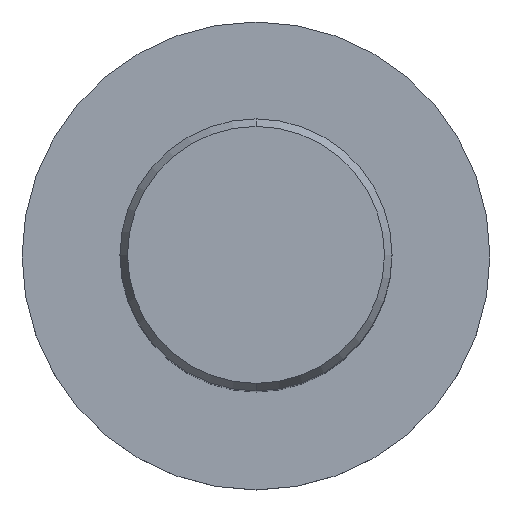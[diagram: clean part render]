
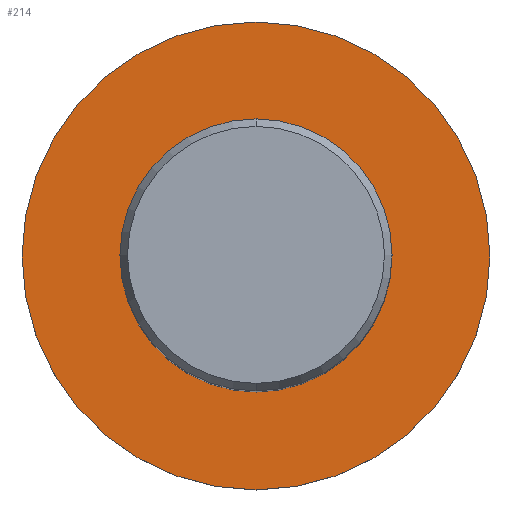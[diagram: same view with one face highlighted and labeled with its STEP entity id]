
A CAD part, top view. The second image highlights one B-rep face of the part: STEP entity #214.
In plain terms, the highlighted planar face has unit normal (0, 0, 1).
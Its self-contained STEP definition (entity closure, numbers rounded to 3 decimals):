
#196=VERTEX_POINT('',#529);
#214=ADVANCED_FACE('',(#549,#550),#551,.T.);
#216=EDGE_CURVE('',#318,#268,#553,.T.);
#268=VERTEX_POINT('',#609);
#290=EDGE_CURVE('',#268,#318,#633,.T.);
#292=EDGE_CURVE('',#196,#394,#635,.T.);
#318=VERTEX_POINT('',#665);
#394=VERTEX_POINT('',#749);
#444=EDGE_CURVE('',#394,#196,#803,.T.);
#529=CARTESIAN_POINT('',(0.,-21.5,-56.0));
#549=FACE_BOUND('',#911,.T.);
#550=FACE_OUTER_BOUND('',#912,.T.);
#551=PLANE('',#913);
#553=CIRCLE('',#916,12.5);
#609=CARTESIAN_POINT('',(0.,-12.5,-56.0));
#633=CIRCLE('',#1150,12.5);
#635=CIRCLE('',#1153,21.5);
#665=CARTESIAN_POINT('',(0.0,12.5,-56.0));
#749=CARTESIAN_POINT('',(0.0,21.5,-56.0));
#803=CIRCLE('',#1461,21.5);
#911=EDGE_LOOP('',(#1594,#1595));
#912=EDGE_LOOP('',(#1596,#1597));
#913=AXIS2_PLACEMENT_3D('',#1598,#1599,#1600);
#916=AXIS2_PLACEMENT_3D('',#1601,#1602,#1603);
#1150=AXIS2_PLACEMENT_3D('',#1697,#1698,#1699);
#1153=AXIS2_PLACEMENT_3D('',#1700,#1701,#1702);
#1461=AXIS2_PLACEMENT_3D('',#1908,#1909,#1910);
#1594=ORIENTED_EDGE('',*,*,#216,.T.);
#1595=ORIENTED_EDGE('',*,*,#290,.T.);
#1596=ORIENTED_EDGE('',*,*,#444,.F.);
#1597=ORIENTED_EDGE('',*,*,#292,.F.);
#1598=CARTESIAN_POINT('',(0.0,10.75,-56.0));
#1599=DIRECTION('',(-0.0,0.0,1.0));
#1600=DIRECTION('',(0.0,-1.0,0.0));
#1601=CARTESIAN_POINT('',(0.0,0.0,-56.0));
#1602=DIRECTION('',(-0.0,0.0,-1.0));
#1603=DIRECTION('',(0.0,1.0,0.0));
#1697=CARTESIAN_POINT('',(0.0,0.0,-56.0));
#1698=DIRECTION('',(-0.0,0.0,-1.0));
#1699=DIRECTION('',(0.0,1.0,0.0));
#1700=CARTESIAN_POINT('',(0.0,0.0,-56.0));
#1701=DIRECTION('',(0.0,0.0,-1.0));
#1702=DIRECTION('',(0.0,1.0,0.0));
#1908=CARTESIAN_POINT('',(0.0,0.0,-56.0));
#1909=DIRECTION('',(0.0,0.0,-1.0));
#1910=DIRECTION('',(0.0,1.0,0.0));
